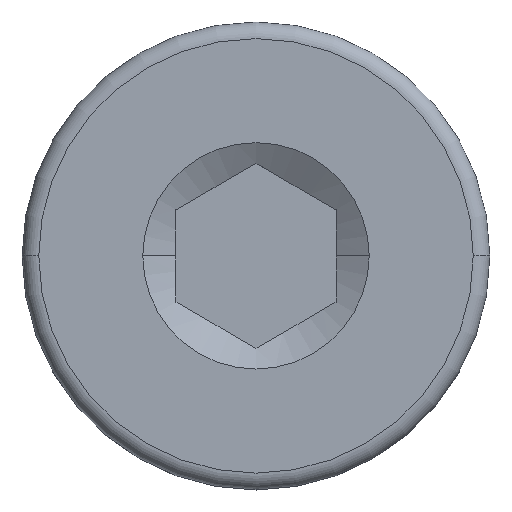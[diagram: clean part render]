
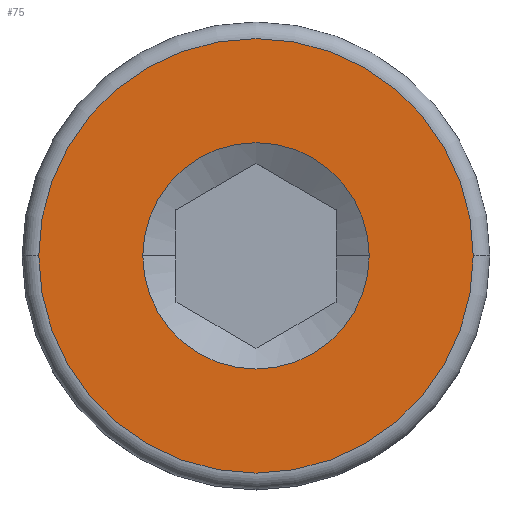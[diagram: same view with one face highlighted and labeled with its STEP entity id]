
A CAD part, top view. The second image highlights one B-rep face of the part: STEP entity #75.
In plain terms, the highlighted planar face has unit normal (0, 0, 1).
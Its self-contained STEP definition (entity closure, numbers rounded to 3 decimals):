
#38 = CARTESIAN_POINT ( 'NONE',  ( 0., 0., 2.675 ) ) ;
#75 = ADVANCED_FACE ( 'NONE', ( #2541, #576 ), #2599, .T. ) ;
#329 = CIRCLE ( 'NONE', #1875, 1.765 ) ;
#390 = VERTEX_POINT ( 'NONE', #1779 ) ;
#404 = CARTESIAN_POINT ( 'NONE',  ( 0., 1.765, 2.675 ) ) ;
#434 = CARTESIAN_POINT ( 'NONE',  ( 0., 0., 2.675 ) ) ;
#517 = DIRECTION ( 'NONE',  ( 1., 0., 0. ) ) ;
#531 = EDGE_LOOP ( 'NONE', ( #2105, #2791 ) ) ;
#576 = FACE_OUTER_BOUND ( 'NONE', #531, .T. ) ;
#621 = VERTEX_POINT ( 'NONE', #2661 ) ;
#731 = EDGE_LOOP ( 'NONE', ( #858, #2235 ) ) ;
#734 = DIRECTION ( 'NONE',  ( 0., 0., 1. ) ) ;
#858 = ORIENTED_EDGE ( 'NONE', *, *, #1413, .F. ) ;
#927 = VERTEX_POINT ( 'NONE', #1856 ) ;
#1077 = EDGE_CURVE ( 'NONE', #621, #927, #329, .T. ) ;
#1079 = DIRECTION ( 'NONE',  ( 1., 0., 0. ) ) ;
#1090 = DIRECTION ( 'NONE',  ( 0., 0., -1. ) ) ;
#1203 = AXIS2_PLACEMENT_3D ( 'NONE', #2182, #1968, #2154 ) ;
#1299 = DIRECTION ( 'NONE',  ( -1., 0., 0. ) ) ;
#1413 = EDGE_CURVE ( 'NONE', #2227, #390, #2529, .T. ) ;
#1476 = CARTESIAN_POINT ( 'NONE',  ( 0.92, 0., 2.675 ) ) ;
#1536 = DIRECTION ( 'NONE',  ( 0., 0., 1. ) ) ;
#1649 = AXIS2_PLACEMENT_3D ( 'NONE', #2452, #734, #517 ) ;
#1713 = DIRECTION ( 'NONE',  ( 0., 0., 1. ) ) ;
#1779 = CARTESIAN_POINT ( 'NONE',  ( -0.92, 0., 2.675 ) ) ;
#1856 = CARTESIAN_POINT ( 'NONE',  ( -1.765, 0., 2.675 ) ) ;
#1875 = AXIS2_PLACEMENT_3D ( 'NONE', #434, #1090, #1299 ) ;
#1968 = DIRECTION ( 'NONE',  ( 0., 0., -1. ) ) ;
#1970 = AXIS2_PLACEMENT_3D ( 'NONE', #38, #1536, #2662 ) ;
#2105 = ORIENTED_EDGE ( 'NONE', *, *, #2740, .F. ) ;
#2154 = DIRECTION ( 'NONE',  ( -1., 0., 0. ) ) ;
#2182 = CARTESIAN_POINT ( 'NONE',  ( 0., 0., 2.675 ) ) ;
#2205 = AXIS2_PLACEMENT_3D ( 'NONE', #404, #1713, #1079 ) ;
#2227 = VERTEX_POINT ( 'NONE', #1476 ) ;
#2235 = ORIENTED_EDGE ( 'NONE', *, *, #2384, .F. ) ;
#2384 = EDGE_CURVE ( 'NONE', #390, #2227, #2531, .T. ) ;
#2452 = CARTESIAN_POINT ( 'NONE',  ( 0., 0., 2.675 ) ) ;
#2529 = CIRCLE ( 'NONE', #1970, 0.92 ) ;
#2531 = CIRCLE ( 'NONE', #1649, 0.92 ) ;
#2541 = FACE_BOUND ( 'NONE', #731, .T. ) ;
#2599 = PLANE ( 'NONE',  #2205 ) ;
#2661 = CARTESIAN_POINT ( 'NONE',  ( 1.765, 0., 2.675 ) ) ;
#2662 = DIRECTION ( 'NONE',  ( 1., 0., 0. ) ) ;
#2671 = CIRCLE ( 'NONE', #1203, 1.765 ) ;
#2740 = EDGE_CURVE ( 'NONE', #927, #621, #2671, .T. ) ;
#2791 = ORIENTED_EDGE ( 'NONE', *, *, #1077, .F. ) ;
